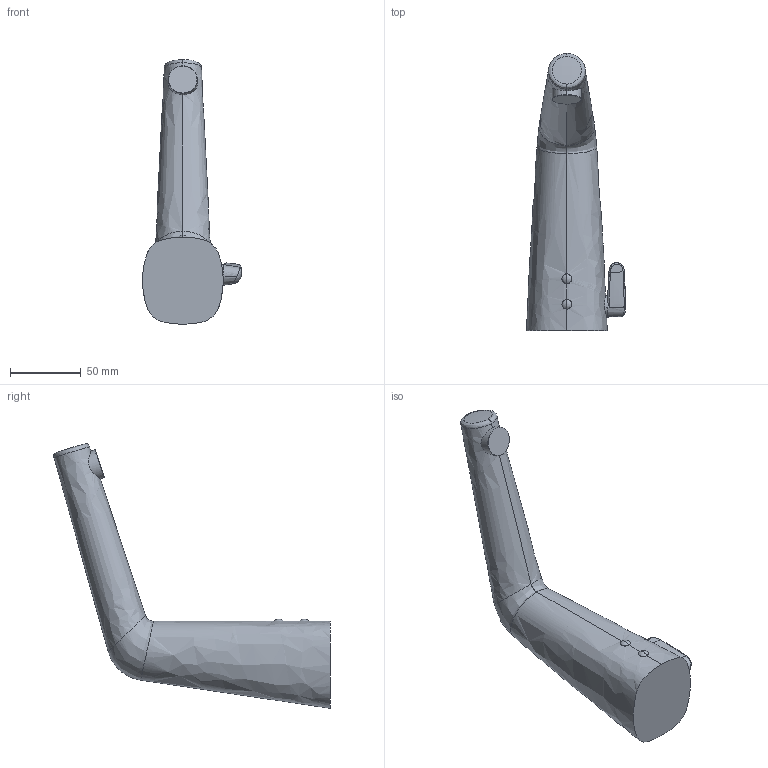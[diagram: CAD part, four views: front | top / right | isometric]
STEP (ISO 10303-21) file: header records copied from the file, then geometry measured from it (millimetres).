
FILE_DESCRIPTION (( 'STEP AP203' ), '1' );
FILE_NAME ('3016F(2017)+3016FT(2017)+51792201+51792221.STEP', '2017-06-16T09:10:49', ( '' ), ( '' ), 'SwSTEP 2.0', 'SolidWorks 2016', '' );
FILE_SCHEMA (( 'CONFIG_CONTROL_DESIGN' ));
Length unit declared in the file: millimetre
Products named in the file (1): 3016F(2017)+3016FT(2017)+51792201+51792221
Bounding box: 69.97 x 195.6 x 187.05 mm (x, y, z)
Volume: 419243.2 mm3; surface area: 42500.9 mm2
Topology: 1 solids, 1 shells, 43 faces, 119 edges, 77 vertices
Faces by surface type: bspline 27, sphere 4, cone 4, cylinder 4, torus 2, plane 2
Entity records: 9235 total; most frequent: CARTESIAN_POINT 8305, ORIENTED_EDGE 234, EDGE_CURVE 117, DIRECTION 85, B_SPLINE_CURVE_WITH_KNOTS 83, VERTEX_POINT 77, EDGE_LOOP 44, ADVANCED_FACE 43
